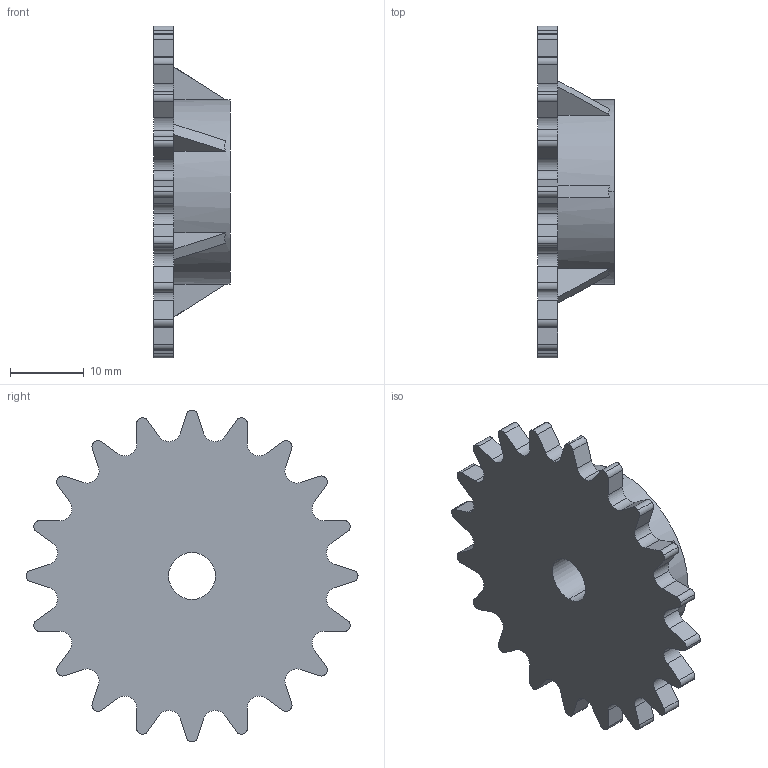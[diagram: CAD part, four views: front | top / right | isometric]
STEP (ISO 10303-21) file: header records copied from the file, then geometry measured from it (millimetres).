
FILE_DESCRIPTION((''),'2;1');
FILE_NAME('rcs-20.stp','2001-12-29T13:19:38',('Administrator'),(''),'Autodesk Inventor (tm) 3.0','Autodesk Inventor (tm) 3.0','');
FILE_SCHEMA(('CONFIG_CONTROL_DESIGN'));
Length unit declared in the file: inch
Products named in the file (1): rcs-20
Bounding box: 10.34 x 45.09 x 45.09 mm (x, y, z)
Volume: 7078.7 mm3; surface area: 4067 mm2
Topology: 1 solids, 1 shells, 145 faces, 426 edges, 284 vertices
Faces by surface type: cylinder 84, plane 61
Entity records: 5001 total; most frequent: DIRECTION 898, CARTESIAN_POINT 856, ORIENTED_EDGE 852, EDGE_CURVE 426, AXIS2_PLACEMENT_3D 326, VERTEX_POINT 284, VECTOR 246, LINE 246
